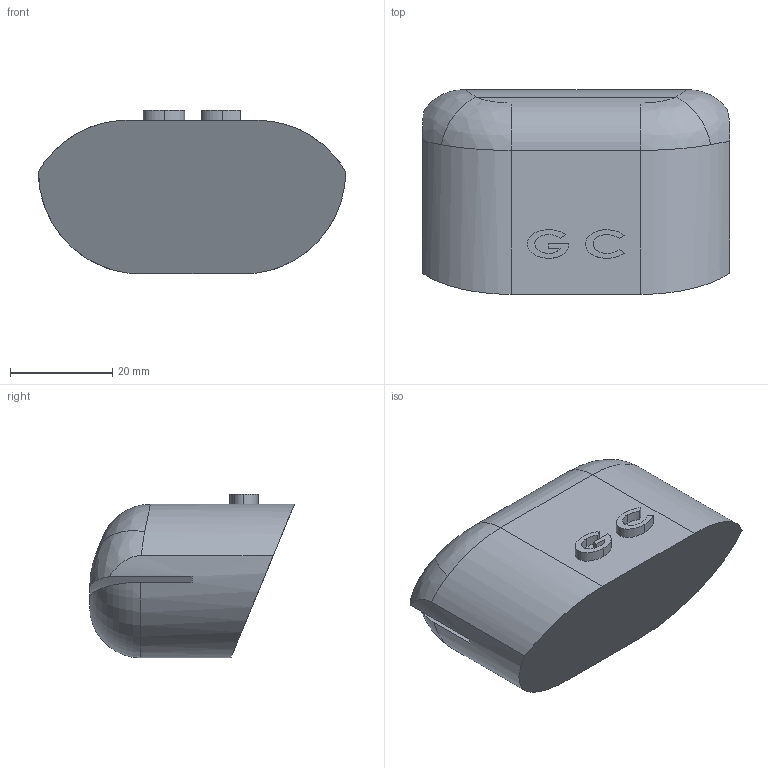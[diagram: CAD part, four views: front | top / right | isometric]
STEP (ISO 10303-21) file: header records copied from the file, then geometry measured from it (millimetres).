
FILE_DESCRIPTION (( 'STEP AP214' ), '1' );
FILE_NAME ('Paper Holder.STEP', '2017-01-20T15:45:54', ( '' ), ( '' ), 'SwSTEP 2.0', 'SolidWorks 2015', '' );
FILE_SCHEMA (( 'AUTOMOTIVE_DESIGN' ));
Length unit declared in the file: millimetre
Products named in the file (1): Paper Holder
Bounding box: 60 x 40 x 32 mm (x, y, z)
Volume: 47068.3 mm3; surface area: 9950.5 mm2
Topology: 1 solids, 1 shells, 49 faces, 129 edges, 84 vertices
Faces by surface type: bspline 22, plane 16, cylinder 9, torus 2
Entity records: 2975 total; most frequent: CARTESIAN_POINT 1903, ORIENTED_EDGE 258, DIRECTION 145, EDGE_CURVE 129, VERTEX_POINT 84, VECTOR 57, LINE 57, EDGE_LOOP 51
